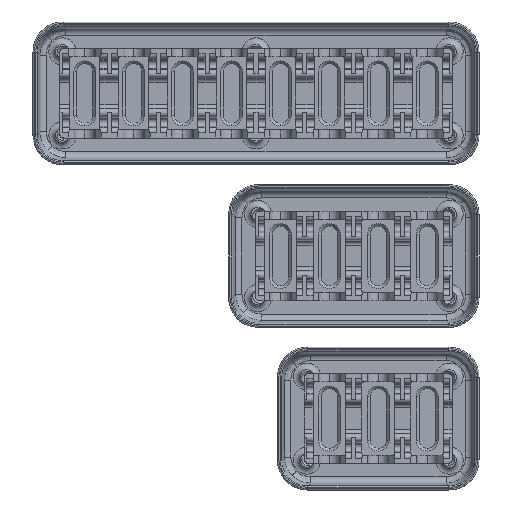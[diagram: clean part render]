
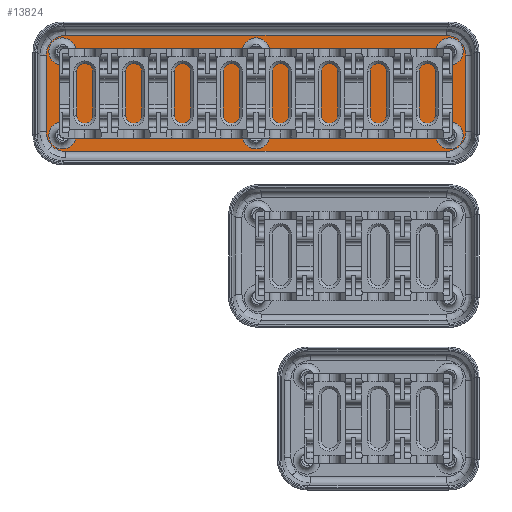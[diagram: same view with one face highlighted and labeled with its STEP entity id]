
A CAD part, top view. The second image highlights one B-rep face of the part: STEP entity #13824.
In plain terms, the highlighted planar face has unit normal (0, 0, 1).
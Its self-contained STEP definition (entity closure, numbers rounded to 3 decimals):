
#13647=CARTESIAN_POINT('',(-108.3,120.,-22.));
#13648=DIRECTION('',(0.,0.,-1.));
#13649=DIRECTION('',(-1.,0.,0.));
#13650=AXIS2_PLACEMENT_3D('',#13647,#13648,#13649);
#13651=PLANE('',#13650);
#13652=CARTESIAN_POINT('',(6.5,151.,-22.));
#13653=VERTEX_POINT('',#13652);
#13654=CARTESIAN_POINT('',(16.5,151.,-22.));
#13655=DIRECTION('',(0.,0.,-1.));
#13656=DIRECTION('',(-1.,0.,0.));
#13657=AXIS2_PLACEMENT_3D('',#13654,#13655,#13656);
#13658=CIRCLE('',#13657,10.);
#13659=EDGE_CURVE('',#13653,#13653,#13658,.T.);
#13660=ORIENTED_EDGE('',*,*,#13659,.T.);
#13661=EDGE_LOOP('',(#13660));
#13662=FACE_BOUND('',#13661,.T.);
#13663=CARTESIAN_POINT('',(-279.3,89.,-22.));
#13664=VERTEX_POINT('',#13663);
#13665=CARTESIAN_POINT('',(-269.3,89.,-22.));
#13666=DIRECTION('',(0.,0.,-1.));
#13667=DIRECTION('',(-1.,0.,0.));
#13668=AXIS2_PLACEMENT_3D('',#13665,#13666,#13667);
#13669=CIRCLE('',#13668,10.);
#13670=EDGE_CURVE('',#13664,#13664,#13669,.T.);
#13671=ORIENTED_EDGE('',*,*,#13670,.T.);
#13672=EDGE_LOOP('',(#13671));
#13673=FACE_BOUND('',#13672,.T.);
#13674=CARTESIAN_POINT('',(-279.3,151.,-22.));
#13675=VERTEX_POINT('',#13674);
#13676=CARTESIAN_POINT('',(-269.3,151.,-22.));
#13677=DIRECTION('',(0.,0.,-1.));
#13678=DIRECTION('',(-1.,0.,0.));
#13679=AXIS2_PLACEMENT_3D('',#13676,#13677,#13678);
#13680=CIRCLE('',#13679,10.);
#13681=EDGE_CURVE('',#13675,#13675,#13680,.T.);
#13682=ORIENTED_EDGE('',*,*,#13681,.T.);
#13683=EDGE_LOOP('',(#13682));
#13684=FACE_BOUND('',#13683,.T.);
#13685=CARTESIAN_POINT('',(-136.4,151.,-22.));
#13686=VERTEX_POINT('',#13685);
#13687=CARTESIAN_POINT('',(-126.4,151.,-22.));
#13688=DIRECTION('',(0.,0.,-1.));
#13689=DIRECTION('',(-1.,0.,0.));
#13690=AXIS2_PLACEMENT_3D('',#13687,#13688,#13689);
#13691=CIRCLE('',#13690,10.);
#13692=EDGE_CURVE('',#13686,#13686,#13691,.T.);
#13693=ORIENTED_EDGE('',*,*,#13692,.T.);
#13694=EDGE_LOOP('',(#13693));
#13695=FACE_BOUND('',#13694,.T.);
#13696=CARTESIAN_POINT('',(-136.4,89.,-22.));
#13697=VERTEX_POINT('',#13696);
#13698=CARTESIAN_POINT('',(-126.4,89.,-22.));
#13699=DIRECTION('',(0.,0.,-1.));
#13700=DIRECTION('',(-1.,0.,0.));
#13701=AXIS2_PLACEMENT_3D('',#13698,#13699,#13700);
#13702=CIRCLE('',#13701,10.);
#13703=EDGE_CURVE('',#13697,#13697,#13702,.T.);
#13704=ORIENTED_EDGE('',*,*,#13703,.T.);
#13705=EDGE_LOOP('',(#13704));
#13706=FACE_BOUND('',#13705,.T.);
#13707=CARTESIAN_POINT('',(6.5,89.,-22.));
#13708=VERTEX_POINT('',#13707);
#13709=CARTESIAN_POINT('',(16.5,89.,-22.));
#13710=DIRECTION('',(0.,0.,-1.));
#13711=DIRECTION('',(-1.,0.,0.));
#13712=AXIS2_PLACEMENT_3D('',#13709,#13710,#13711);
#13713=CIRCLE('',#13712,10.);
#13714=EDGE_CURVE('',#13708,#13708,#13713,.T.);
#13715=ORIENTED_EDGE('',*,*,#13714,.T.);
#13716=EDGE_LOOP('',(#13715));
#13717=FACE_BOUND('',#13716,.T.);
#13718=CARTESIAN_POINT('',(-266.653,162.842,-22.));
#13719=VERTEX_POINT('',#13718);
#13720=CARTESIAN_POINT('',(-276.956,158.656,-22.));
#13721=VERTEX_POINT('',#13720);
#13722=CARTESIAN_POINT('',(-265.613,147.313,-22.));
#13723=DIRECTION('',(-0.,-0.,1.));
#13724=DIRECTION('',(-0.707,0.707,0.));
#13725=AXIS2_PLACEMENT_3D('',#13722,#13723,#13724);
#13726=ELLIPSE('',#13725,16.041,15.);
#13727=EDGE_CURVE('',#13719,#13721,#13726,.T.);
#13728=ORIENTED_EDGE('',*,*,#13727,.T.);
#13729=CARTESIAN_POINT('',(-281.142,148.353,-22.));
#13730=VERTEX_POINT('',#13729);
#13731=CARTESIAN_POINT('',(-265.613,147.313,-22.));
#13732=DIRECTION('',(-0.,-0.,1.));
#13733=DIRECTION('',(-0.707,0.707,0.));
#13734=AXIS2_PLACEMENT_3D('',#13731,#13732,#13733);
#13735=ELLIPSE('',#13734,16.041,15.);
#13736=EDGE_CURVE('',#13721,#13730,#13735,.T.);
#13737=ORIENTED_EDGE('',*,*,#13736,.T.);
#13738=CARTESIAN_POINT('',(-281.142,91.647,-22.));
#13739=VERTEX_POINT('',#13738);
#13740=CARTESIAN_POINT('',(-281.142,148.353,-22.));
#13741=DIRECTION('',(-0.,-1.,-0.));
#13742=VECTOR('',#13741,56.707);
#13743=LINE('',#13740,#13742);
#13744=EDGE_CURVE('',#13730,#13739,#13743,.T.);
#13745=ORIENTED_EDGE('',*,*,#13744,.T.);
#13746=CARTESIAN_POINT('',(-276.956,81.344,-22.));
#13747=VERTEX_POINT('',#13746);
#13748=CARTESIAN_POINT('',(-265.613,92.687,-22.));
#13749=DIRECTION('',(0.,-0.,1.));
#13750=DIRECTION('',(-0.707,-0.707,0.));
#13751=AXIS2_PLACEMENT_3D('',#13748,#13749,#13750);
#13752=ELLIPSE('',#13751,16.041,15.);
#13753=EDGE_CURVE('',#13739,#13747,#13752,.T.);
#13754=ORIENTED_EDGE('',*,*,#13753,.T.);
#13755=CARTESIAN_POINT('',(-266.653,77.158,-22.));
#13756=VERTEX_POINT('',#13755);
#13757=CARTESIAN_POINT('',(-265.613,92.687,-22.));
#13758=DIRECTION('',(0.,-0.,1.));
#13759=DIRECTION('',(-0.707,-0.707,0.));
#13760=AXIS2_PLACEMENT_3D('',#13757,#13758,#13759);
#13761=ELLIPSE('',#13760,16.041,15.);
#13762=EDGE_CURVE('',#13747,#13756,#13761,.T.);
#13763=ORIENTED_EDGE('',*,*,#13762,.T.);
#13764=CARTESIAN_POINT('',(13.853,77.158,-22.));
#13765=VERTEX_POINT('',#13764);
#13766=CARTESIAN_POINT('',(-266.653,77.158,-22.));
#13767=DIRECTION('',(1.,-0.,-0.));
#13768=VECTOR('',#13767,280.507);
#13769=LINE('',#13766,#13768);
#13770=EDGE_CURVE('',#13756,#13765,#13769,.T.);
#13771=ORIENTED_EDGE('',*,*,#13770,.T.);
#13772=CARTESIAN_POINT('',(24.156,81.344,-22.));
#13773=VERTEX_POINT('',#13772);
#13774=CARTESIAN_POINT('',(12.813,92.687,-22.));
#13775=DIRECTION('',(-0.,-0.,1.));
#13776=DIRECTION('',(0.707,-0.707,0.));
#13777=AXIS2_PLACEMENT_3D('',#13774,#13775,#13776);
#13778=ELLIPSE('',#13777,16.041,15.);
#13779=EDGE_CURVE('',#13765,#13773,#13778,.T.);
#13780=ORIENTED_EDGE('',*,*,#13779,.T.);
#13781=CARTESIAN_POINT('',(28.342,91.647,-22.));
#13782=VERTEX_POINT('',#13781);
#13783=CARTESIAN_POINT('',(12.813,92.687,-22.));
#13784=DIRECTION('',(-0.,-0.,1.));
#13785=DIRECTION('',(0.707,-0.707,0.));
#13786=AXIS2_PLACEMENT_3D('',#13783,#13784,#13785);
#13787=ELLIPSE('',#13786,16.041,15.);
#13788=EDGE_CURVE('',#13773,#13782,#13787,.T.);
#13789=ORIENTED_EDGE('',*,*,#13788,.T.);
#13790=CARTESIAN_POINT('',(28.342,148.353,-22.));
#13791=VERTEX_POINT('',#13790);
#13792=CARTESIAN_POINT('',(28.342,91.647,-22.));
#13793=DIRECTION('',(0.,1.,-0.));
#13794=VECTOR('',#13793,56.707);
#13795=LINE('',#13792,#13794);
#13796=EDGE_CURVE('',#13782,#13791,#13795,.T.);
#13797=ORIENTED_EDGE('',*,*,#13796,.T.);
#13798=CARTESIAN_POINT('',(24.156,158.656,-22.));
#13799=VERTEX_POINT('',#13798);
#13800=CARTESIAN_POINT('',(12.813,147.313,-22.));
#13801=DIRECTION('',(-0.,-0.,1.));
#13802=DIRECTION('',(0.707,0.707,0.));
#13803=AXIS2_PLACEMENT_3D('',#13800,#13801,#13802);
#13804=ELLIPSE('',#13803,16.041,15.);
#13805=EDGE_CURVE('',#13791,#13799,#13804,.T.);
#13806=ORIENTED_EDGE('',*,*,#13805,.T.);
#13807=CARTESIAN_POINT('',(13.853,162.842,-22.));
#13808=VERTEX_POINT('',#13807);
#13809=CARTESIAN_POINT('',(12.813,147.313,-22.));
#13810=DIRECTION('',(-0.,-0.,1.));
#13811=DIRECTION('',(0.707,0.707,0.));
#13812=AXIS2_PLACEMENT_3D('',#13809,#13810,#13811);
#13813=ELLIPSE('',#13812,16.041,15.);
#13814=EDGE_CURVE('',#13799,#13808,#13813,.T.);
#13815=ORIENTED_EDGE('',*,*,#13814,.T.);
#13816=CARTESIAN_POINT('',(13.853,162.842,-22.));
#13817=DIRECTION('',(-1.,-0.,0.));
#13818=VECTOR('',#13817,280.507);
#13819=LINE('',#13816,#13818);
#13820=EDGE_CURVE('',#13808,#13719,#13819,.T.);
#13821=ORIENTED_EDGE('',*,*,#13820,.T.);
#13822=EDGE_LOOP('',(#13728,#13737,#13745,#13754,#13763,#13771,#13780,#13789,#13797,#13806,#13815,#13821));
#13823=FACE_BOUND('',#13822,.T.);
#13824=ADVANCED_FACE('',(#13662,#13673,#13684,#13695,#13706,#13717,#13823),#13651,.F.);
